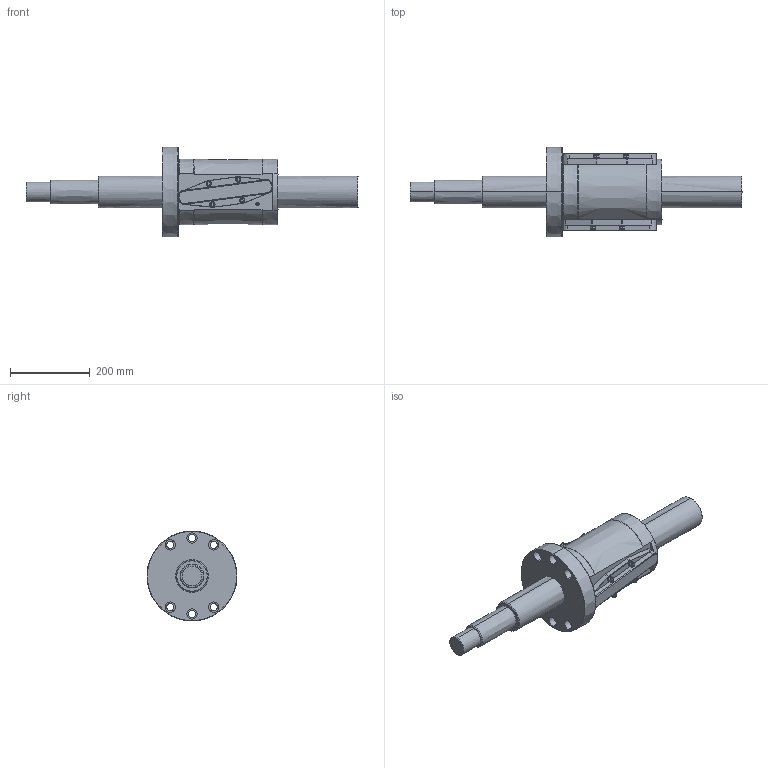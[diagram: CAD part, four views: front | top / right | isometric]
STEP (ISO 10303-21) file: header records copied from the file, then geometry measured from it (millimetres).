
FILE_DESCRIPTION((''),'2;1');
FILE_NAME('HSP8050F2B_ASM','2022-07-13T15:22:26',('10019049'),(''),'CREO PARAMETRIC BY PTC INC, 2019080','CREO PARAMETRIC BY PTC INC, 2019080','');
FILE_SCHEMA(('CONFIG_CONTROL_DESIGN'));
Length unit declared in the file: millimetre
Products named in the file (6): NUT_HSP8050F2B; ST_HSP8050F2B; LOCKER_HSP8050F2B; __8_0001; _M820_0001; HSP8050F2B_ASM
Assembly tree (20 placements, depth 2):
  HSP8050F2B_ASM
    NUT_HSP8050F2B
    ST_HSP8050F2B
    LOCKER_HSP8050F2B  x2
    __8_0001  x8
    _M820_0001  x8
Bounding box: 830 x 225 x 225 mm (x, y, z)
Surface area: 616313.4 mm2 (no closed solid volume)
Topology: 0 solids, 0 shells, 515 faces, 2352 edges, 2336 vertices
Faces by surface type: bspline 481, torus 34
Entity records: 26376 total; most frequent: CARTESIAN_POINT 16060, DIRECTION 1632, TRIMMED_CURVE 1317, DEFINITIONAL_REPRESENTATION 1120, PCURVE 1120, COMPOSITE_CURVE_SEGMENT 1120, VECTOR 1066, LINE 1066
